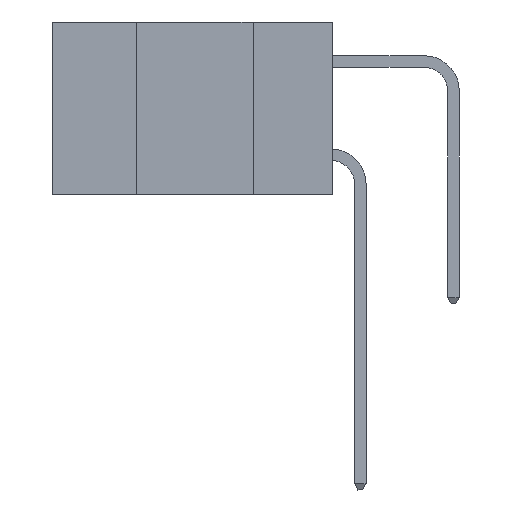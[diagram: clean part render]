
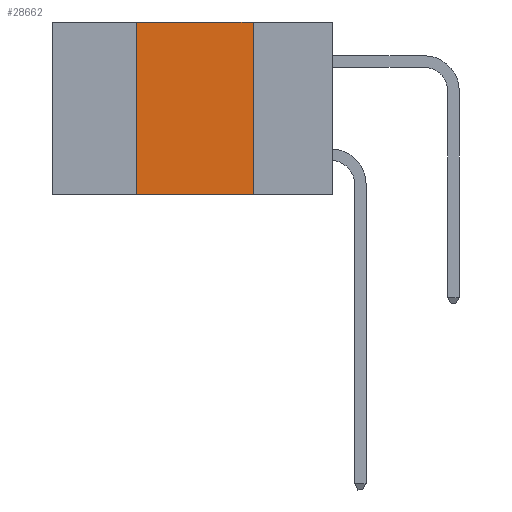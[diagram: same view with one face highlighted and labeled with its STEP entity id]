
A CAD part, left-side view. The second image highlights one B-rep face of the part: STEP entity #28662.
In plain terms, the highlighted planar face has unit normal (-1, 0, 0).
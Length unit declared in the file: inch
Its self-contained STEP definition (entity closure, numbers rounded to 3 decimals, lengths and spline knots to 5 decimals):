
#39 = CARTESIAN_POINT ( 'NONE',  ( 0., 0.6, -0.37 ) ) ;
#2400 = DIRECTION ( 'NONE',  ( 0., -1., 0. ) ) ;
#2749 = LINE ( 'NONE', #39, #14012 ) ;
#3650 = ORIENTED_EDGE ( 'NONE', *, *, #6582, .F. ) ;
#3850 = DIRECTION ( 'NONE',  ( 0., 0., 1. ) ) ;
#5191 = VECTOR ( 'NONE', #3850, 39.37008 ) ;
#5503 = EDGE_CURVE ( 'NONE', #19052, #6555, #16417, .T. ) ;
#6480 = CARTESIAN_POINT ( 'NONE',  ( 0., 0.6, 0. ) ) ;
#6555 = VERTEX_POINT ( 'NONE', #25772 ) ;
#6582 = EDGE_CURVE ( 'NONE', #6555, #14250, #26377, .T. ) ;
#8030 = CARTESIAN_POINT ( 'NONE',  ( 0., 0.17, -0.37 ) ) ;
#8722 = DIRECTION ( 'NONE',  ( 0., 0., -1. ) ) ;
#8786 = FACE_OUTER_BOUND ( 'NONE', #11981, .T. ) ;
#9886 = VERTEX_POINT ( 'NONE', #28807 ) ;
#9973 = EDGE_CURVE ( 'NONE', #9886, #14250, #2749, .T. ) ;
#11127 = LINE ( 'NONE', #12783, #5191 ) ;
#11981 = EDGE_LOOP ( 'NONE', ( #3650, #20111, #28048, #15591 ) ) ;
#12783 = CARTESIAN_POINT ( 'NONE',  ( 0., 0.42, -0.37 ) ) ;
#13483 = CARTESIAN_POINT ( 'NONE',  ( 0., 0.6, 0. ) ) ;
#14012 = VECTOR ( 'NONE', #2400, 39.37008 ) ;
#14250 = VERTEX_POINT ( 'NONE', #16340 ) ;
#14306 = VECTOR ( 'NONE', #24554, 39.37008 ) ;
#15591 = ORIENTED_EDGE ( 'NONE', *, *, #9973, .T. ) ;
#16340 = CARTESIAN_POINT ( 'NONE',  ( 0., 0.17, -0.37 ) ) ;
#16417 = LINE ( 'NONE', #13483, #14306 ) ;
#16529 = EDGE_CURVE ( 'NONE', #9886, #19052, #11127, .T. ) ;
#18941 = AXIS2_PLACEMENT_3D ( 'NONE', #6480, #22089, #8722 ) ;
#19052 = VERTEX_POINT ( 'NONE', #23744 ) ;
#19216 = DIRECTION ( 'NONE',  ( 0., 0., -1. ) ) ;
#20111 = ORIENTED_EDGE ( 'NONE', *, *, #5503, .F. ) ;
#20488 = VECTOR ( 'NONE', #19216, 39.37008 ) ;
#22089 = DIRECTION ( 'NONE',  ( 1., 0., 0. ) ) ;
#23744 = CARTESIAN_POINT ( 'NONE',  ( 0., 0.42, 0. ) ) ;
#24554 = DIRECTION ( 'NONE',  ( 0., -1., 0. ) ) ;
#25772 = CARTESIAN_POINT ( 'NONE',  ( 0., 0.17, 0. ) ) ;
#26377 = LINE ( 'NONE', #8030, #20488 ) ;
#28048 = ORIENTED_EDGE ( 'NONE', *, *, #16529, .F. ) ;
#28642 = PLANE ( 'NONE',  #18941 ) ;
#28662 = ADVANCED_FACE ( 'NONE', ( #8786 ), #28642, .F. ) ;
#28807 = CARTESIAN_POINT ( 'NONE',  ( 0., 0.42, -0.37 ) ) ;
